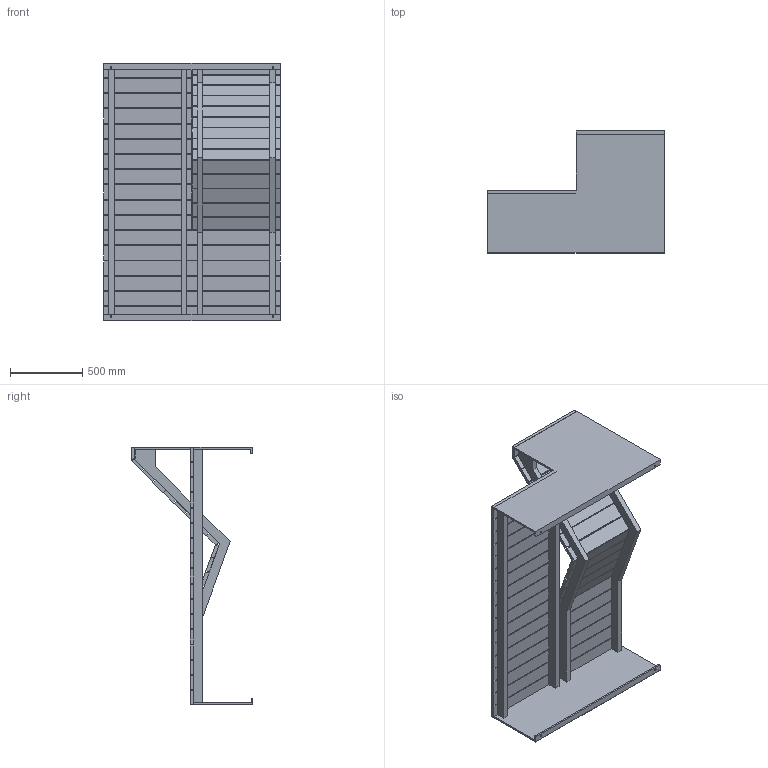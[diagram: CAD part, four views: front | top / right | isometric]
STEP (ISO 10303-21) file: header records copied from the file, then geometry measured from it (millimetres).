
FILE_DESCRIPTION (( 'STEP AP203' ), '1' );
FILE_NAME ('MO-1686-CL-1T.STEP', '2022-04-28T18:46:56', ( '' ), ( '' ), 'SwSTEP 2.0', 'SolidWorks 2020', '' );
FILE_SCHEMA (( 'CONFIG_CONTROL_DESIGN' ));
Length unit declared in the file: inch
Products named in the file (1): MO-1686-CL-1T
Bounding box: 1219.2 x 840.11 x 1778 mm (x, y, z)
Volume: 87827894.3 mm3; surface area: 9628537 mm2
Topology: 19 solids, 19 shells, 333 faces, 845 edges, 518 vertices
Faces by surface type: plane 310, cylinder 21, torus 2
Entity records: 9794 total; most frequent: CARTESIAN_POINT 1703, ORIENTED_EDGE 1690, DIRECTION 1551, EDGE_CURVE 845, LINE 803, VECTOR 803, VERTEX_POINT 518, AXIS2_PLACEMENT_3D 374
